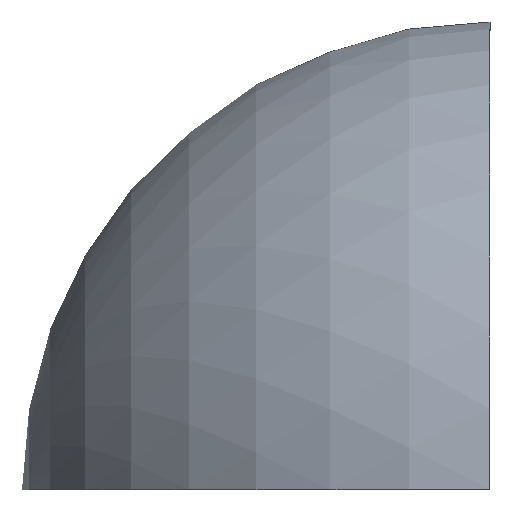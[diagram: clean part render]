
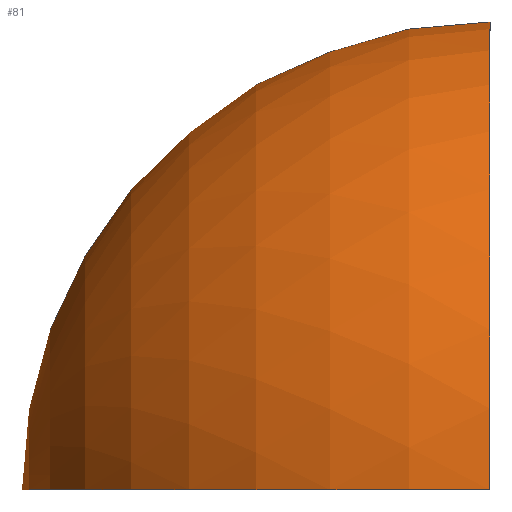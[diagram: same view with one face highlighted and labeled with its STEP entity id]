
A CAD part, left-side view. The second image highlights one B-rep face of the part: STEP entity #81.
In plain terms, the highlighted spherical face has radius 1 mm.
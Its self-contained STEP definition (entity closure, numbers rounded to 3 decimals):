
#2 = EDGE_CURVE ( 'NONE', #67, #20, #47, .T. ) ;
#16 = DIRECTION ( 'NONE',  ( -1., 0., 0. ) ) ;
#19 = AXIS2_PLACEMENT_3D ( 'NONE', #137, #85, #16 ) ;
#20 = VERTEX_POINT ( 'NONE', #128 ) ;
#23 = ORIENTED_EDGE ( 'NONE', *, *, #132, .F. ) ;
#26 = EDGE_LOOP ( 'NONE', ( #91, #23 ) ) ;
#38 = CARTESIAN_POINT ( 'NONE',  ( 0., 0., 0. ) ) ;
#45 = CIRCLE ( 'NONE', #98, 1. ) ;
#47 = CIRCLE ( 'NONE', #19, 1. ) ;
#48 = DIRECTION ( 'NONE',  ( -1., 0., 0. ) ) ;
#51 = DIRECTION ( 'NONE',  ( 0., 1., 0. ) ) ;
#54 = AXIS2_PLACEMENT_3D ( 'NONE', #121, #51, #107 ) ;
#67 = VERTEX_POINT ( 'NONE', #99 ) ;
#81 = ADVANCED_FACE ( 'NONE', ( #109 ), #111, .T. ) ;
#85 = DIRECTION ( 'NONE',  ( 0., 0., 1. ) ) ;
#91 = ORIENTED_EDGE ( 'NONE', *, *, #2, .T. ) ;
#98 = AXIS2_PLACEMENT_3D ( 'NONE', #38, #138, #48 ) ;
#99 = CARTESIAN_POINT ( 'NONE',  ( 1., 0., 0. ) ) ;
#107 = DIRECTION ( 'NONE',  ( 0., 0., 1. ) ) ;
#109 = FACE_OUTER_BOUND ( 'NONE', #26, .T. ) ;
#111 = SPHERICAL_SURFACE ( 'NONE', #54, 1. ) ;
#121 = CARTESIAN_POINT ( 'NONE',  ( 0., 0., 0. ) ) ;
#128 = CARTESIAN_POINT ( 'NONE',  ( -1., 0., 0. ) ) ;
#132 = EDGE_CURVE ( 'NONE', #67, #20, #45, .T. ) ;
#137 = CARTESIAN_POINT ( 'NONE',  ( 0., 0., 0. ) ) ;
#138 = DIRECTION ( 'NONE',  ( 0., -1., 0. ) ) ;
